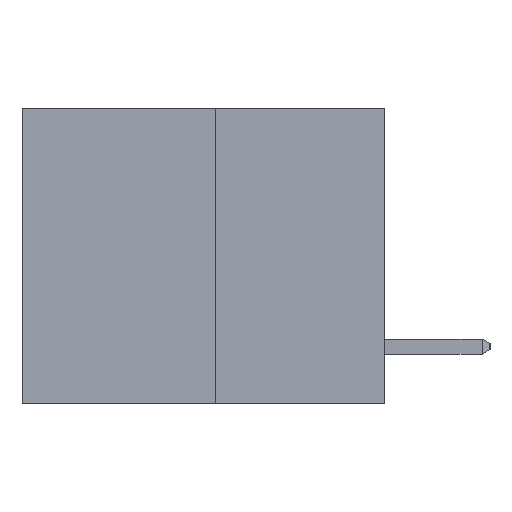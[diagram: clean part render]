
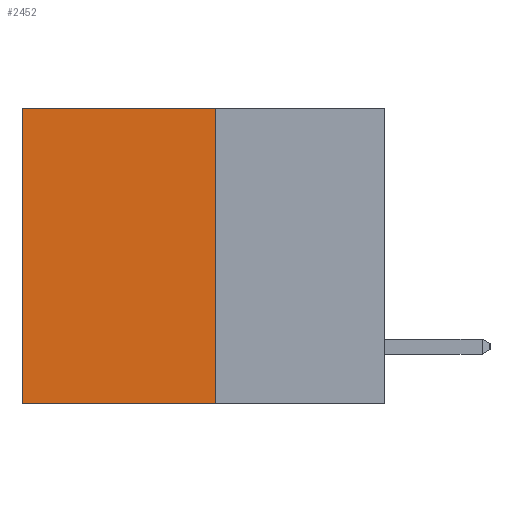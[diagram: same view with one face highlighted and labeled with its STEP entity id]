
A CAD part, left-side view. The second image highlights one B-rep face of the part: STEP entity #2452.
In plain terms, the highlighted planar face has unit normal (-1, 0, 0).
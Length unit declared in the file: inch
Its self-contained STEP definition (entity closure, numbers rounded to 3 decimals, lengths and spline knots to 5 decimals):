
#106 = VERTEX_POINT ( 'NONE', #8903 ) ;
#395 = DIRECTION ( 'NONE',  ( 0., 0., -1. ) ) ;
#464 = CARTESIAN_POINT ( 'NONE',  ( 0.3165, 0.28, -0.49 ) ) ;
#723 = AXIS2_PLACEMENT_3D ( 'NONE', #9085, #2594, #3368 ) ;
#730 = CARTESIAN_POINT ( 'NONE',  ( 0.3165, 0.28, -0.49 ) ) ;
#887 = ORIENTED_EDGE ( 'NONE', *, *, #6597, .F. ) ;
#1089 = FACE_OUTER_BOUND ( 'NONE', #6875, .T. ) ;
#2003 = CARTESIAN_POINT ( 'NONE',  ( 0.3165, 0.6, -0.49 ) ) ;
#2017 = EDGE_CURVE ( 'NONE', #3040, #106, #4111, .T. ) ;
#2452 = ADVANCED_FACE ( 'NONE', ( #1089 ), #6163, .F. ) ;
#2594 = DIRECTION ( 'NONE',  ( 1., 0., 0. ) ) ;
#2755 = DIRECTION ( 'NONE',  ( 0., 0., -1. ) ) ;
#2929 = LINE ( 'NONE', #2003, #4604 ) ;
#3040 = VERTEX_POINT ( 'NONE', #5653 ) ;
#3290 = VECTOR ( 'NONE', #4919, 39.37008 ) ;
#3368 = DIRECTION ( 'NONE',  ( 0., 0., -1. ) ) ;
#3591 = VERTEX_POINT ( 'NONE', #8859 ) ;
#3695 = ORIENTED_EDGE ( 'NONE', *, *, #3841, .F. ) ;
#3751 = LINE ( 'NONE', #464, #8141 ) ;
#3841 = EDGE_CURVE ( 'NONE', #3040, #8335, #3751, .T. ) ;
#4111 = LINE ( 'NONE', #7744, #3290 ) ;
#4604 = VECTOR ( 'NONE', #2755, 39.37008 ) ;
#4919 = DIRECTION ( 'NONE',  ( 0., 1., 0. ) ) ;
#5653 = CARTESIAN_POINT ( 'NONE',  ( 0.3165, 0.28, 0. ) ) ;
#5740 = DIRECTION ( 'NONE',  ( 0., 1., 0. ) ) ;
#6163 = PLANE ( 'NONE',  #723 ) ;
#6421 = CARTESIAN_POINT ( 'NONE',  ( 0.3165, 0.28, -0.49 ) ) ;
#6506 = ORIENTED_EDGE ( 'NONE', *, *, #2017, .T. ) ;
#6597 = EDGE_CURVE ( 'NONE', #8335, #3591, #6649, .T. ) ;
#6649 = LINE ( 'NONE', #6421, #8801 ) ;
#6875 = EDGE_LOOP ( 'NONE', ( #7466, #887, #3695, #6506 ) ) ;
#7466 = ORIENTED_EDGE ( 'NONE', *, *, #8143, .T. ) ;
#7744 = CARTESIAN_POINT ( 'NONE',  ( 0.3165, 0.28, 0. ) ) ;
#8141 = VECTOR ( 'NONE', #395, 39.37008 ) ;
#8143 = EDGE_CURVE ( 'NONE', #106, #3591, #2929, .T. ) ;
#8335 = VERTEX_POINT ( 'NONE', #730 ) ;
#8801 = VECTOR ( 'NONE', #5740, 39.37008 ) ;
#8859 = CARTESIAN_POINT ( 'NONE',  ( 0.3165, 0.6, -0.49 ) ) ;
#8903 = CARTESIAN_POINT ( 'NONE',  ( 0.3165, 0.6, 0. ) ) ;
#9085 = CARTESIAN_POINT ( 'NONE',  ( 0.3165, 0.28, -0.49 ) ) ;
